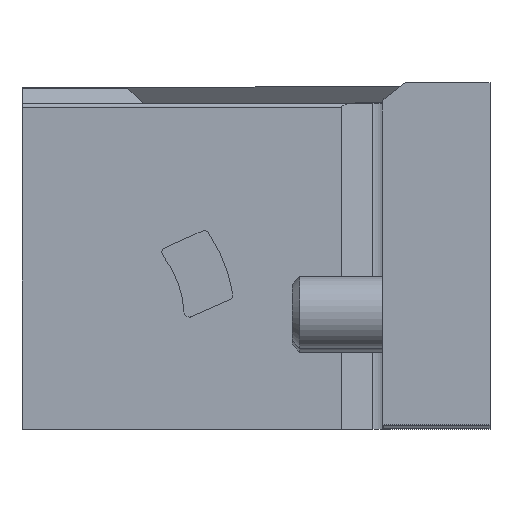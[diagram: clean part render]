
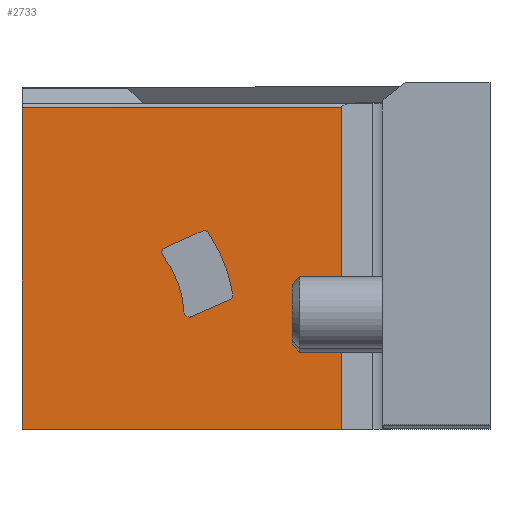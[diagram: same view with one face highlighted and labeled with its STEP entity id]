
A CAD part, top view. The second image highlights one B-rep face of the part: STEP entity #2733.
In plain terms, the highlighted planar face has unit normal (0, 0, 1).
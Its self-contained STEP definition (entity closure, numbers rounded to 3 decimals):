
#74=PLANE('',#2961);
#198=CIRCLE('',#2962,0.3);
#199=CIRCLE('',#2963,0.3);
#200=CIRCLE('',#2964,8.3);
#201=CIRCLE('',#2965,0.3);
#202=CIRCLE('',#2966,0.3);
#203=CIRCLE('',#2967,5.5);
#460=ORIENTED_EDGE('',*,*,#1214,.F.);
#461=ORIENTED_EDGE('',*,*,#1215,.F.);
#462=ORIENTED_EDGE('',*,*,#1216,.F.);
#463=ORIENTED_EDGE('',*,*,#1217,.F.);
#464=ORIENTED_EDGE('',*,*,#1218,.F.);
#465=ORIENTED_EDGE('',*,*,#1219,.F.);
#466=ORIENTED_EDGE('',*,*,#1220,.F.);
#467=ORIENTED_EDGE('',*,*,#1221,.T.);
#468=ORIENTED_EDGE('',*,*,#1222,.T.);
#469=ORIENTED_EDGE('',*,*,#1223,.T.);
#470=ORIENTED_EDGE('',*,*,#1150,.T.);
#471=ORIENTED_EDGE('',*,*,#1083,.F.);
#1083=EDGE_CURVE('',#1472,#1465,#1734,.T.);
#1150=EDGE_CURVE('',#1536,#1465,#1789,.T.);
#1214=EDGE_CURVE('',#1585,#1586,#198,.T.);
#1215=EDGE_CURVE('',#1587,#1585,#1828,.T.);
#1216=EDGE_CURVE('',#1588,#1587,#199,.T.);
#1217=EDGE_CURVE('',#1589,#1588,#200,.T.);
#1218=EDGE_CURVE('',#1590,#1589,#201,.T.);
#1219=EDGE_CURVE('',#1591,#1590,#1829,.T.);
#1220=EDGE_CURVE('',#1592,#1591,#202,.T.);
#1221=EDGE_CURVE('',#1592,#1586,#203,.T.);
#1222=EDGE_CURVE('',#1472,#1593,#1830,.T.);
#1223=EDGE_CURVE('',#1593,#1536,#1831,.T.);
#1465=VERTEX_POINT('',#4045);
#1472=VERTEX_POINT('',#4060);
#1536=VERTEX_POINT('',#4195);
#1585=VERTEX_POINT('',#4333);
#1586=VERTEX_POINT('',#4334);
#1587=VERTEX_POINT('',#4336);
#1588=VERTEX_POINT('',#4338);
#1589=VERTEX_POINT('',#4340);
#1590=VERTEX_POINT('',#4342);
#1591=VERTEX_POINT('',#4344);
#1592=VERTEX_POINT('',#4346);
#1593=VERTEX_POINT('',#4349);
#1734=LINE('',#4061,#2009);
#1789=LINE('',#4194,#2064);
#1828=LINE('',#4335,#2103);
#1829=LINE('',#4343,#2104);
#1830=LINE('',#4348,#2105);
#1831=LINE('',#4350,#2106);
#2009=VECTOR('',#3212,1000.);
#2064=VECTOR('',#3297,1000.);
#2103=VECTOR('',#3406,1000.);
#2104=VECTOR('',#3413,1000.);
#2105=VECTOR('',#3418,1000.);
#2106=VECTOR('',#3419,1000.);
#2297=EDGE_LOOP('',(#460,#461,#462,#463,#464,#465,#466,#467));
#2298=EDGE_LOOP('',(#468,#469,#470,#471));
#2497=FACE_BOUND('',#2297,.T.);
#2498=FACE_BOUND('',#2298,.T.);
#2733=ADVANCED_FACE('',(#2497,#2498),#74,.T.);
#2961=AXIS2_PLACEMENT_3D('',#4331,#3402,#3403);
#2962=AXIS2_PLACEMENT_3D('',#4332,#3404,#3405);
#2963=AXIS2_PLACEMENT_3D('',#4337,#3407,#3408);
#2964=AXIS2_PLACEMENT_3D('',#4339,#3409,#3410);
#2965=AXIS2_PLACEMENT_3D('',#4341,#3411,#3412);
#2966=AXIS2_PLACEMENT_3D('',#4345,#3414,#3415);
#2967=AXIS2_PLACEMENT_3D('',#4347,#3416,#3417);
#3212=DIRECTION('',(-1.,0.,0.));
#3297=DIRECTION('',(0.,-1.,0.));
#3402=DIRECTION('',(0.,0.,1.));
#3403=DIRECTION('',(1.,0.,0.));
#3404=DIRECTION('',(0.,0.,1.));
#3405=DIRECTION('',(1.,0.,0.));
#3406=DIRECTION('',(-0.914,-0.407,0.));
#3407=DIRECTION('',(0.,0.,1.));
#3408=DIRECTION('',(1.,0.,0.));
#3409=DIRECTION('',(0.,0.,1.));
#3410=DIRECTION('',(1.,0.,0.));
#3411=DIRECTION('',(0.,0.,1.));
#3412=DIRECTION('',(1.,0.,0.));
#3413=DIRECTION('',(0.914,0.407,0.));
#3414=DIRECTION('',(0.,0.,1.));
#3415=DIRECTION('',(1.,0.,0.));
#3416=DIRECTION('',(0.,0.,1.));
#3417=DIRECTION('',(1.,0.,0.));
#3418=DIRECTION('',(0.,1.,0.));
#3419=DIRECTION('',(-1.,0.,0.));
#4045=CARTESIAN_POINT('',(-26.,0.,10.));
#4060=CARTESIAN_POINT('',(-8.271,0.,10.));
#4061=CARTESIAN_POINT('',(-6.,0.,10.));
#4194=CARTESIAN_POINT('',(-26.,19.,10.));
#4195=CARTESIAN_POINT('',(-26.,17.86,10.));
#4331=CARTESIAN_POINT('',(-6.,19.,10.));
#4332=CARTESIAN_POINT('',(-17.925,9.816,10.));
#4333=CARTESIAN_POINT('',(-18.047,10.09,10.));
#4334=CARTESIAN_POINT('',(-18.162,9.631,10.));
#4335=CARTESIAN_POINT('',(-15.994,11.004,10.));
#4336=CARTESIAN_POINT('',(-15.994,11.004,10.));
#4337=CARTESIAN_POINT('',(-15.872,10.73,10.));
#4338=CARTESIAN_POINT('',(-15.623,10.898,10.));
#4339=CARTESIAN_POINT('',(-22.5,6.25,10.));
#4340=CARTESIAN_POINT('',(-14.297,7.514,10.));
#4341=CARTESIAN_POINT('',(-14.593,7.468,10.));
#4342=CARTESIAN_POINT('',(-14.471,7.194,10.));
#4343=CARTESIAN_POINT('',(-16.585,6.253,10.));
#4344=CARTESIAN_POINT('',(-16.585,6.253,10.));
#4345=CARTESIAN_POINT('',(-16.707,6.527,10.));
#4346=CARTESIAN_POINT('',(-17.006,6.513,10.));
#4347=CARTESIAN_POINT('',(-22.5,6.25,10.));
#4348=CARTESIAN_POINT('',(-8.271,0.,10.));
#4349=CARTESIAN_POINT('',(-8.271,17.86,10.));
#4350=CARTESIAN_POINT('',(-6.,17.86,10.));
